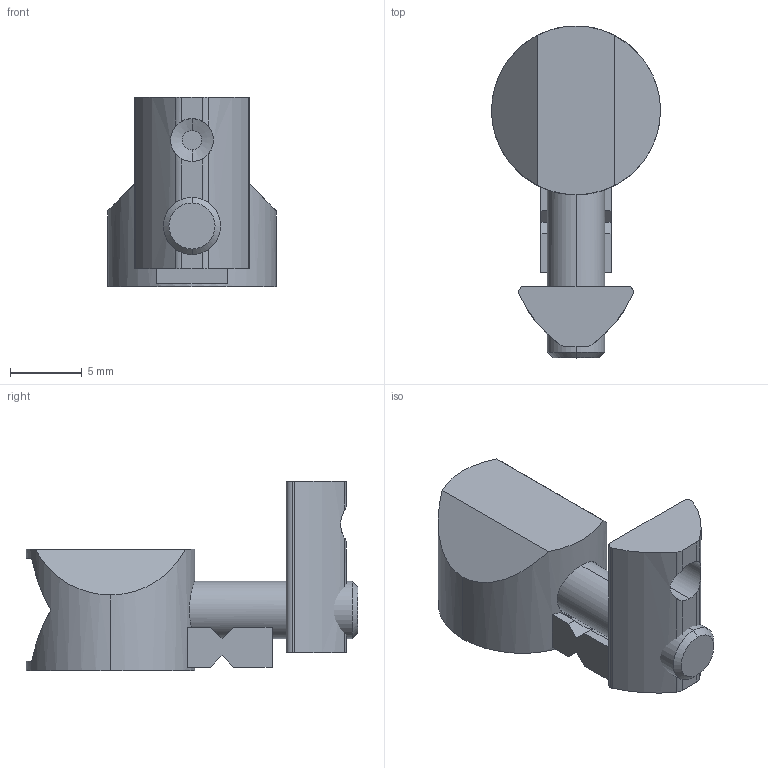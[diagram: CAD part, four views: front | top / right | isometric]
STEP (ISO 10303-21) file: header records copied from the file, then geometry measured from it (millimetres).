
FILE_DESCRIPTION (( 'STEP AP214' ), '1' );
FILE_NAME ('099a0520s01.STEP', '2014-09-02T08:50:19', ( '' ), ( '' ), 'SwSTEP 2.0', 'SolidWorks 2014', '' );
FILE_SCHEMA (( 'AUTOMOTIVE_DESIGN' ));
Length unit declared in the file: inch
Products named in the file (1): 099a0520s01
Bounding box: 11.8 x 23.2 x 13.25 mm (x, y, z)
Volume: 1119 mm3; surface area: 1512.5 mm2
Topology: 3 solids, 3 shells, 83 faces, 215 edges, 139 vertices
Faces by surface type: plane 48, cylinder 25, cone 6, bspline 4
Entity records: 3909 total; most frequent: CARTESIAN_POINT 768, ORIENTED_EDGE 426, DIRECTION 408, EDGE_CURVE 213, AXIS2_PLACEMENT_3D 147, VERTEX_POINT 139, VECTOR 114, LINE 114
